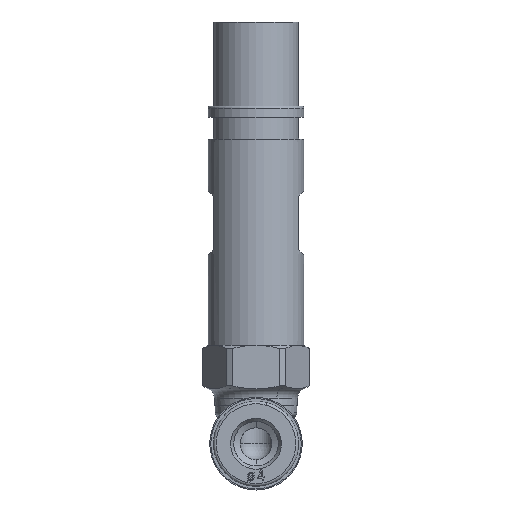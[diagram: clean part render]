
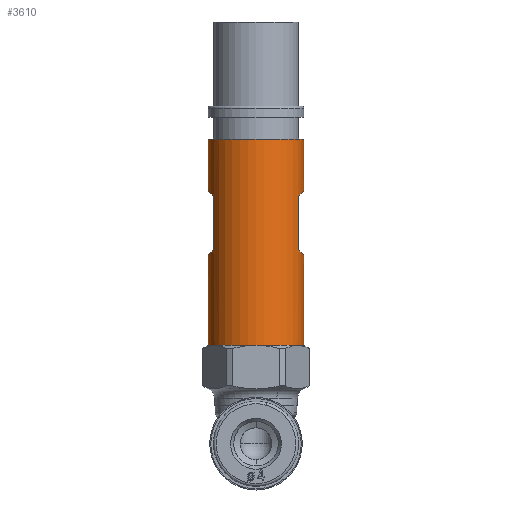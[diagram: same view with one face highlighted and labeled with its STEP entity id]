
A CAD part, left-side view. The second image highlights one B-rep face of the part: STEP entity #3610.
In plain terms, the highlighted cylindrical face has radius 4.5 mm (diameter 9 mm), a partial arc.
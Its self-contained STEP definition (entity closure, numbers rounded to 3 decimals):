
#120=CARTESIAN_POINT('',(-4.,-2.062,21.4));
#130=VERTEX_POINT('',#120);
#160=CARTESIAN_POINT('',(0.,0.,
17.4));
#170=DIRECTION('',(0.707,0.,
0.707));
#180=DIRECTION('',(0.707,0.,
-0.707));
#190=AXIS2_PLACEMENT_3D('',#160,#170,#180);
#200=ELLIPSE('',#190,6.364,4.5);
#210=CARTESIAN_POINT('',(-4.5,0.,21.9));
#220=VERTEX_POINT('',#210);
#250=EDGE_CURVE('',#220,#130,#200,.T.);
#480=CARTESIAN_POINT('',(4.,-2.062,21.4));
#490=VERTEX_POINT('',#480);
#520=CARTESIAN_POINT('',(0.,0.,17.4
));
#530=DIRECTION('',(-0.707,0.,
0.707));
#540=DIRECTION('',(0.707,0.,
0.707));
#550=AXIS2_PLACEMENT_3D('',#520,#530,#540);
#560=ELLIPSE('',#550,6.364,4.5);
#570=CARTESIAN_POINT('',(4.5,0.,21.9));
#580=VERTEX_POINT('',#570);
#590=EDGE_CURVE('',#490,#580,#560,.T.);
#2550=CARTESIAN_POINT('',(0.,0.,11.));
#2560=DIRECTION('',(0.,0.,-1.));
#2570=DIRECTION('',(-1.,0.,0.));
#2580=AXIS2_PLACEMENT_3D('',#2550,#2560,#2570);
#2590=CIRCLE('',#2580,4.5);
#2600=CARTESIAN_POINT('',(-4.5,0.,11.));
#2610=VERTEX_POINT('',#2600);
#2620=CARTESIAN_POINT('',(4.5,0.,11.));
#2630=VERTEX_POINT('',#2620);
#2660=EDGE_CURVE('',#2630,#2610,#2590,.T.);
#2780=CARTESIAN_POINT('',(0.,0.,0.));
#2790=DIRECTION('',(0.,0.,-1.));
#2800=DIRECTION('',(-1.,0.,0.));
#2810=AXIS2_PLACEMENT_3D('',#2780,#2790,#2800);
#2820=CYLINDRICAL_SURFACE('',#2810,4.5);
#2830=CARTESIAN_POINT('',(-4.5,0.,0.));
#2840=DIRECTION('',(0.,0.,-1.));
#2850=VECTOR('',#2840,1.);
#2860=LINE('',#2830,#2850);
#2870=CARTESIAN_POINT('',(-4.5,0.,15.9));
#2880=VERTEX_POINT('',#2870);
#2890=EDGE_CURVE('',#2880,#2610,#2860,.T.);
#2900=ORIENTED_EDGE('',*,*,#2890,.T.);
#2910=CARTESIAN_POINT('',(0.,0.,20.4));
#2920=DIRECTION('',(0.707,0.,
-0.707));
#2930=DIRECTION('',(-0.707,0.,
-0.707));
#2940=AXIS2_PLACEMENT_3D('',#2910,#2920,#2930);
#2950=ELLIPSE('',#2940,6.364,4.5);
#2960=CARTESIAN_POINT('',(-4.,-2.062,16.4));
#2970=VERTEX_POINT('',#2960);
#2980=EDGE_CURVE('',#2970,#2880,#2950,.T.);
#2990=ORIENTED_EDGE('',*,*,#2980,.T.);
#3000=CARTESIAN_POINT('',(-4.,-2.062,0.));
#3010=DIRECTION('',(0.,0.,-1.));
#3020=VECTOR('',#3010,1.);
#3030=LINE('',#3000,#3020);
#3040=EDGE_CURVE('',#130,#2970,#3030,.T.);
#3050=ORIENTED_EDGE('',*,*,#3040,.T.);
#3060=ORIENTED_EDGE('',*,*,#250,.T.);
#3070=CARTESIAN_POINT('',(-4.5,0.,30.4));
#3080=VERTEX_POINT('',#3070);
#3090=EDGE_CURVE('',#3080,#220,#2860,.T.);
#3100=ORIENTED_EDGE('',*,*,#3090,.T.);
#3110=CARTESIAN_POINT('',(0.,0.,30.4));
#3120=DIRECTION('',(0.,0.,-1.));
#3130=DIRECTION('',(-0.866,0.5,0.));
#3140=AXIS2_PLACEMENT_3D('',#3110,#3120,#3130);
#3150=CIRCLE('',#3140,4.5);
#3160=CARTESIAN_POINT('',(-3.897,-2.25,
30.4));
#3170=VERTEX_POINT('',#3160);
#3180=EDGE_CURVE('',#3170,#3080,#3150,.T.);
#3190=ORIENTED_EDGE('',*,*,#3180,.T.);
#3200=CARTESIAN_POINT('',(0.,-4.5,30.4));
#3210=VERTEX_POINT('',#3200);
#3220=EDGE_CURVE('',#3210,#3170,#3150,.T.);
#3230=ORIENTED_EDGE('',*,*,#3220,.T.);
#3240=CARTESIAN_POINT('',(3.897,-2.25,
30.4));
#3250=VERTEX_POINT('',#3240);
#3260=EDGE_CURVE('',#3250,#3210,#3150,.T.);
#3270=ORIENTED_EDGE('',*,*,#3260,.T.);
#3280=CARTESIAN_POINT('',(4.5,0.,30.4));
#3290=VERTEX_POINT('',#3280);
#3300=EDGE_CURVE('',#3290,#3250,#3150,.T.);
#3310=ORIENTED_EDGE('',*,*,#3300,.T.);
#3320=CARTESIAN_POINT('',(4.5,0.,0.));
#3330=DIRECTION('',(0.,0.,-1.));
#3340=VECTOR('',#3330,1.);
#3350=LINE('',#3320,#3340);
#3360=EDGE_CURVE('',#3290,#580,#3350,.T.);
#3370=ORIENTED_EDGE('',*,*,#3360,.F.);
#3380=ORIENTED_EDGE('',*,*,#590,.T.);
#3390=CARTESIAN_POINT('',(4.,-2.062,0.));
#3400=DIRECTION('',(0.,0.,-1.));
#3410=VECTOR('',#3400,1.);
#3420=LINE('',#3390,#3410);
#3430=CARTESIAN_POINT('',(4.,-2.062,16.4));
#3440=VERTEX_POINT('',#3430);
#3450=EDGE_CURVE('',#490,#3440,#3420,.T.);
#3460=ORIENTED_EDGE('',*,*,#3450,.F.);
#3470=CARTESIAN_POINT('',(0.,0.,
20.4));
#3480=DIRECTION('',(-0.707,0.,
-0.707));
#3490=DIRECTION('',(-0.707,0.,
0.707));
#3500=AXIS2_PLACEMENT_3D('',#3470,#3480,#3490);
#3510=ELLIPSE('',#3500,6.364,4.5);
#3520=CARTESIAN_POINT('',(4.5,0.,15.9));
#3530=VERTEX_POINT('',#3520);
#3540=EDGE_CURVE('',#3530,#3440,#3510,.T.);
#3550=ORIENTED_EDGE('',*,*,#3540,.T.);
#3560=EDGE_CURVE('',#3530,#2630,#3350,.T.);
#3570=ORIENTED_EDGE('',*,*,#3560,.F.);
#3580=ORIENTED_EDGE('',*,*,#2660,.F.);
#3590=EDGE_LOOP('',(#3580,#3570,#3550,#3460,#3380,#3370,#3310,#3270,
#3230,#3190,#3100,#3060,#3050,#2990,#2900));
#3600=FACE_OUTER_BOUND('',#3590,.T.);
#3610=ADVANCED_FACE('',(#3600),#2820,.T.);
